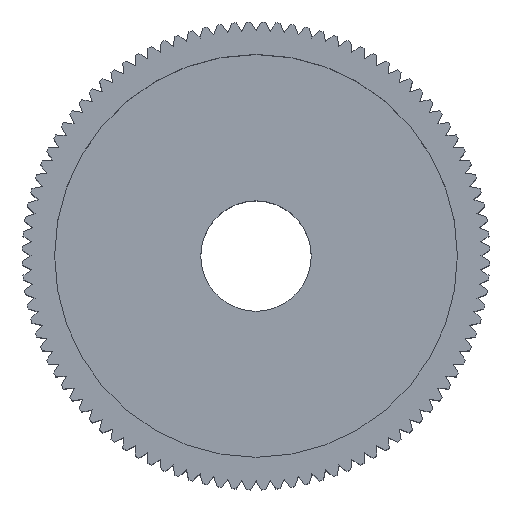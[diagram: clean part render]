
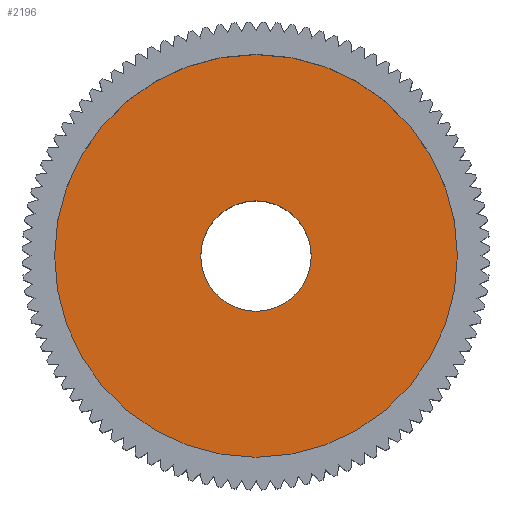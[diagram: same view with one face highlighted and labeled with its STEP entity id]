
A CAD part, top view. The second image highlights one B-rep face of the part: STEP entity #2196.
In plain terms, the highlighted planar face has unit normal (0, 0, 1).
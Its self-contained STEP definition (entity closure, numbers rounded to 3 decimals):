
#2196=ADVANCED_FACE('',(#5980,#5981),#5982,.F.);
#2488=VERTEX_POINT('',#6300);
#2566=VERTEX_POINT('',#6383);
#2658=VERTEX_POINT('',#6482);
#2666=VERTEX_POINT('',#6490);
#2910=EDGE_CURVE('',#2488,#2566,#6751,.T.);
#3720=EDGE_CURVE('',#2658,#2666,#7630,.T.);
#4160=EDGE_CURVE('',#2566,#2488,#8101,.T.);
#5484=EDGE_CURVE('',#2666,#2658,#9547,.T.);
#5980=FACE_BOUND('',#10338,.T.);
#5981=FACE_OUTER_BOUND('',#10339,.T.);
#5982=PLANE('',#10340);
#6300=CARTESIAN_POINT('',(4.25,0.0,14.0));
#6383=CARTESIAN_POINT('',(-4.25,0.,14.0));
#6482=CARTESIAN_POINT('',(-15.5,0.,14.0));
#6490=CARTESIAN_POINT('',(15.5,0.0,14.0));
#6751=CIRCLE('',#11718,4.25);
#7630=CIRCLE('',#13281,15.5);
#8101=CIRCLE('',#14106,4.25);
#9547=CIRCLE('',#16733,15.5);
#10338=EDGE_LOOP('',(#17633,#17634));
#10339=EDGE_LOOP('',(#17635,#17636));
#10340=AXIS2_PLACEMENT_3D('',#17637,#17638,#17639);
#11718=AXIS2_PLACEMENT_3D('',#18296,#18297,#18298);
#13281=AXIS2_PLACEMENT_3D('',#19269,#19270,#19271);
#14106=AXIS2_PLACEMENT_3D('',#19671,#19672,#19673);
#16733=AXIS2_PLACEMENT_3D('',#21165,#21166,#21167);
#17633=ORIENTED_EDGE('',*,*,#2910,.T.);
#17634=ORIENTED_EDGE('',*,*,#4160,.T.);
#17635=ORIENTED_EDGE('',*,*,#5484,.F.);
#17636=ORIENTED_EDGE('',*,*,#3720,.F.);
#17637=CARTESIAN_POINT('',(0.0,0.0,14.0));
#17638=DIRECTION('',(0.0,0.0,-1.0));
#17639=DIRECTION('',(-1.0,0.0,0.0));
#18296=CARTESIAN_POINT('',(0.0,0.0,14.0));
#18297=DIRECTION('',(0.0,0.0,-1.0));
#18298=DIRECTION('',(1.0,0.0,0.0));
#19269=CARTESIAN_POINT('',(0.0,0.0,14.0));
#19270=DIRECTION('',(0.0,0.0,-1.0));
#19271=DIRECTION('',(1.0,0.0,0.0));
#19671=CARTESIAN_POINT('',(0.0,0.0,14.0));
#19672=DIRECTION('',(0.0,0.0,-1.0));
#19673=DIRECTION('',(1.0,0.0,0.0));
#21165=CARTESIAN_POINT('',(0.0,0.0,14.0));
#21166=DIRECTION('',(0.0,0.0,-1.0));
#21167=DIRECTION('',(1.0,0.0,0.0));
